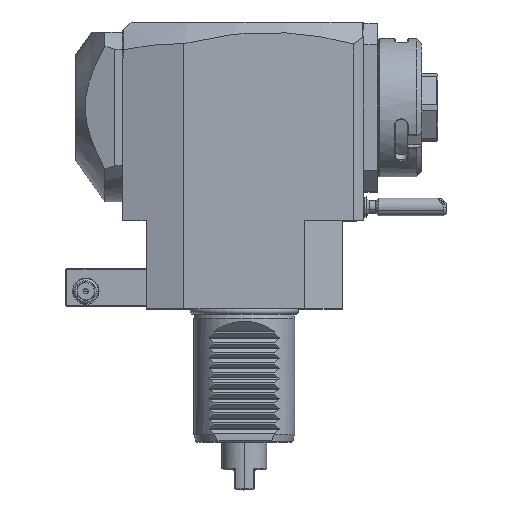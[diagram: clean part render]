
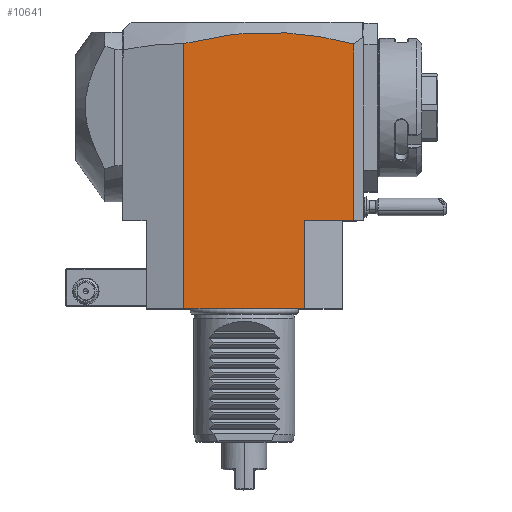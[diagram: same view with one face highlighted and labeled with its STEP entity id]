
A CAD part, top view. The second image highlights one B-rep face of the part: STEP entity #10641.
In plain terms, the highlighted planar face has unit normal (0, 0, 1).
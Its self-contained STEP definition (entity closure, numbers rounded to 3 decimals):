
#2125=DIRECTION('',(0.,-1.,0.));
#2126=VECTOR('',#2125,70.258);
#2127=CARTESIAN_POINT('',(43.5,105.258,37.5));
#2128=LINE('',#2127,#2126);
#2129=DIRECTION('',(-1.,0.,0.));
#2130=VECTOR('',#2129,19.5);
#2131=CARTESIAN_POINT('',(43.5,35.,37.5));
#2132=LINE('',#2131,#2130);
#2133=CARTESIAN_POINT('',(-24.,105.435,37.5));
#2134=CARTESIAN_POINT('',(-18.371,106.939,37.5));
#2135=CARTESIAN_POINT('',(-7.115,109.162,37.5));
#2136=CARTESIAN_POINT('',(9.762,110.233,37.5));
#2137=CARTESIAN_POINT('',(26.635,109.072,37.5));
#2138=CARTESIAN_POINT('',(37.879,106.791,37.5));
#2139=CARTESIAN_POINT('',(43.5,105.258,37.5));
#2203=DIRECTION('',(0.,-1.,0.));
#2204=VECTOR('',#2203,105.435);
#2205=CARTESIAN_POINT('',(-24.,105.435,37.5));
#2206=LINE('',#2205,#2204);
#2223=DIRECTION('',(-1.,0.,0.));
#2224=VECTOR('',#2223,48.);
#2225=CARTESIAN_POINT('',(24.,0.,37.5));
#2226=LINE('',#2225,#2224);
#4611=DIRECTION('',(0.,1.,0.));
#4612=VECTOR('',#4611,35.);
#4613=CARTESIAN_POINT('',(24.,0.,37.5));
#4614=LINE('',#4613,#4612);
#8173=VERTEX_POINT('',#2133);
#8174=VERTEX_POINT('',#2139);
#8492=CARTESIAN_POINT('',(43.5,35.,37.5));
#8493=VERTEX_POINT('',#8492);
#8534=CARTESIAN_POINT('',(24.,0.,37.5));
#8535=VERTEX_POINT('',#8534);
#8536=CARTESIAN_POINT('',(-24.,0.,37.5));
#8537=VERTEX_POINT('',#8536);
#8692=CARTESIAN_POINT('',(24.,35.,37.5));
#8693=VERTEX_POINT('',#8692);
#10623=CARTESIAN_POINT('',(-39.202,35.,37.5));
#10624=DIRECTION('',(0.,0.,1.));
#10625=DIRECTION('',(1.,0.,0.));
#10626=AXIS2_PLACEMENT_3D('',#10623,#10624,#10625);
#10627=PLANE('',#10626);
#10629=ORIENTED_EDGE('',*,*,#10628,.T.);
#10630=ORIENTED_EDGE('',*,*,#10607,.T.);
#10632=ORIENTED_EDGE('',*,*,#10631,.F.);
#10634=ORIENTED_EDGE('',*,*,#10633,.T.);
#10636=ORIENTED_EDGE('',*,*,#10635,.F.);
#10638=ORIENTED_EDGE('',*,*,#10637,.T.);
#10639=EDGE_LOOP('',(#10629,#10630,#10632,#10634,#10636,#10638));
#10640=FACE_OUTER_BOUND('',#10639,.F.);
#2140=B_SPLINE_CURVE_WITH_KNOTS('',3,(#2133,#2134,#2135,#2136,#2137,#2138,
#2139),.UNSPECIFIED.,.F.,.F.,(4,1,1,1,4),(0.,0.25,0.5,0.75,1.),
.UNSPECIFIED.);
#10607=EDGE_CURVE('',#8493,#8693,#2132,.T.);
#10628=EDGE_CURVE('',#8174,#8493,#2128,.T.);
#10631=EDGE_CURVE('',#8535,#8693,#4614,.T.);
#10633=EDGE_CURVE('',#8535,#8537,#2226,.T.);
#10635=EDGE_CURVE('',#8173,#8537,#2206,.T.);
#10637=EDGE_CURVE('',#8173,#8174,#2140,.T.);
#10641=ADVANCED_FACE('',(#10640),#10627,.T.);
